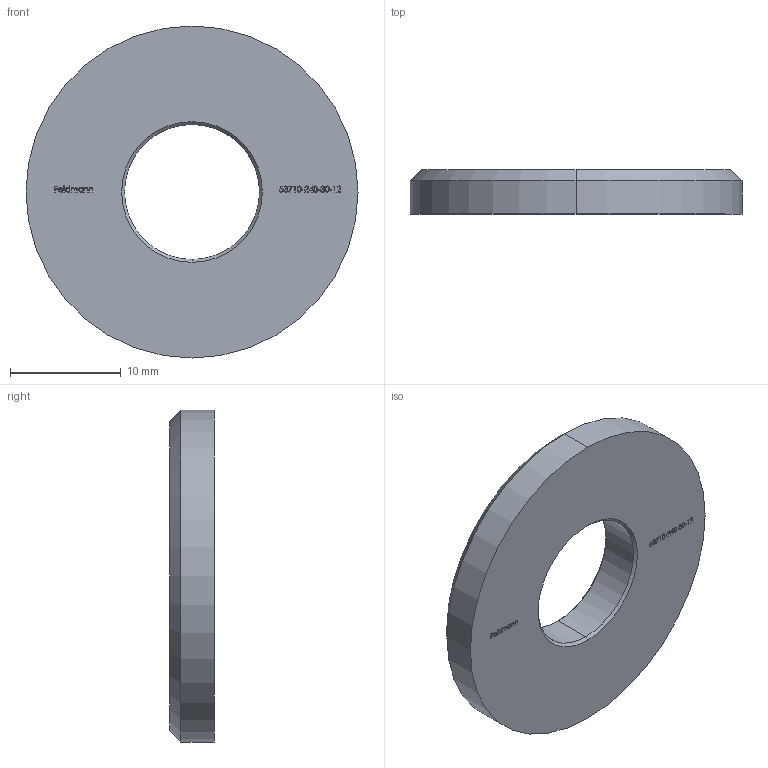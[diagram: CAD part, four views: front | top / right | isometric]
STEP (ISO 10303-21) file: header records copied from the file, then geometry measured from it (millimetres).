
FILE_DESCRIPTION (( 'STEP AP203' ), '1' );
FILE_NAME ('53710-240-30-12.STEP', '2020-09-22T11:21:37', ( '' ), ( '' ), 'SwSTEP 2.0', 'SolidWorks 2018', '' );
FILE_SCHEMA (( 'CONFIG_CONTROL_DESIGN' ));
Length unit declared in the file: millimetre
Products named in the file (2): 53710-240-30-12
Bounding box: 30 x 4 x 30 mm (x, y, z)
Volume: 2311.2 mm3; surface area: 1647.4 mm2
Topology: 1 solids, 1 shells, 286 faces, 756 edges, 502 vertices
Faces by surface type: plane 153, bspline 123, cone 6, cylinder 4
Entity records: 15871 total; most frequent: CARTESIAN_POINT 9453, ORIENTED_EDGE 1512, DIRECTION 854, EDGE_CURVE 756, VERTEX_POINT 502, VECTOR 496, LINE 496, EDGE_LOOP 318
